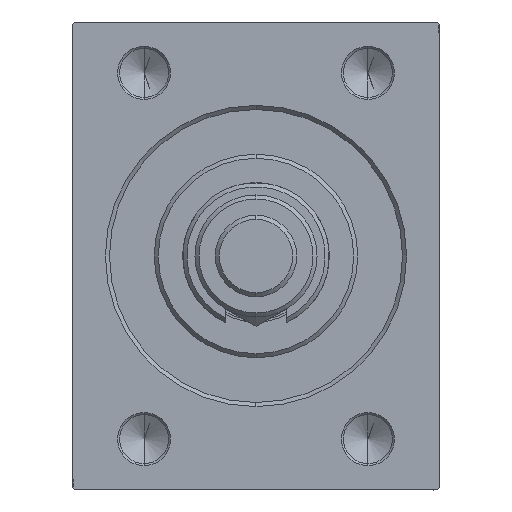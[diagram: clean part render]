
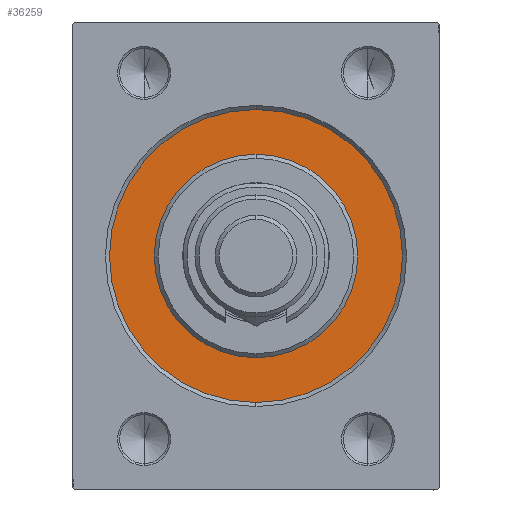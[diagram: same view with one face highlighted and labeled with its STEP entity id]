
A CAD part, left-side view. The second image highlights one B-rep face of the part: STEP entity #36259.
In plain terms, the highlighted face is planar.
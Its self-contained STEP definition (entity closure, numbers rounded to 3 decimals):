
#1663 = CARTESIAN_POINT ( 'NONE',  ( 0., 0., 0. ) ) ;
#2082 = EDGE_LOOP ( 'NONE', ( #15608, #7543 ) ) ;
#3162 = DIRECTION ( 'NONE',  ( 1., 0., 0. ) ) ;
#6744 = DIRECTION ( 'NONE',  ( 0., 0., -1. ) ) ;
#7248 = VERTEX_POINT ( 'NONE', #42251 ) ;
#7543 = ORIENTED_EDGE ( 'NONE', *, *, #18360, .F. ) ;
#9043 = DIRECTION ( 'NONE',  ( 1., 0., 0. ) ) ;
#10324 = DIRECTION ( 'NONE',  ( 0., 0., 1. ) ) ;
#11316 = VERTEX_POINT ( 'NONE', #32231 ) ;
#14407 = CIRCLE ( 'NONE', #25069, 36. ) ;
#15392 = DIRECTION ( 'NONE',  ( -1., 0., 0. ) ) ;
#15608 = ORIENTED_EDGE ( 'NONE', *, *, #47234, .F. ) ;
#15778 = CARTESIAN_POINT ( 'NONE',  ( 0., 0., -25. ) ) ;
#16684 = CARTESIAN_POINT ( 'NONE',  ( 0., 0., 0. ) ) ;
#17336 = EDGE_CURVE ( 'NONE', #11316, #36019, #14407, .T. ) ;
#17374 = CIRCLE ( 'NONE', #39536, 36. ) ;
#17912 = AXIS2_PLACEMENT_3D ( 'NONE', #16684, #9043, #27423 ) ;
#18360 = EDGE_CURVE ( 'NONE', #45496, #7248, #31862, .T. ) ;
#18498 = EDGE_LOOP ( 'NONE', ( #34113, #20197 ) ) ;
#18571 = AXIS2_PLACEMENT_3D ( 'NONE', #35668, #39041, #10324 ) ;
#18828 = EDGE_CURVE ( 'NONE', #36019, #11316, #17374, .T. ) ;
#19594 = DIRECTION ( 'NONE',  ( 0., 0., 1. ) ) ;
#20197 = ORIENTED_EDGE ( 'NONE', *, *, #18828, .F. ) ;
#24426 = FACE_OUTER_BOUND ( 'NONE', #18498, .T. ) ;
#25069 = AXIS2_PLACEMENT_3D ( 'NONE', #44344, #15392, #40029 ) ;
#25177 = CARTESIAN_POINT ( 'NONE',  ( 0., 0., 36. ) ) ;
#27423 = DIRECTION ( 'NONE',  ( 0., 0., -1. ) ) ;
#28705 = FACE_BOUND ( 'NONE', #2082, .T. ) ;
#31862 = CIRCLE ( 'NONE', #42588, 25. ) ;
#32231 = CARTESIAN_POINT ( 'NONE',  ( 0., 0., -36. ) ) ;
#34113 = ORIENTED_EDGE ( 'NONE', *, *, #17336, .F. ) ;
#35491 = CIRCLE ( 'NONE', #17912, 25. ) ;
#35668 = CARTESIAN_POINT ( 'NONE',  ( 0., 0., 0. ) ) ;
#36019 = VERTEX_POINT ( 'NONE', #25177 ) ;
#36259 = ADVANCED_FACE ( 'NONE', ( #28705, #24426 ), #39740, .F. ) ;
#37768 = DIRECTION ( 'NONE',  ( -1., 0., 0. ) ) ;
#39041 = DIRECTION ( 'NONE',  ( -1., 0., 0. ) ) ;
#39510 = CARTESIAN_POINT ( 'NONE',  ( 0., 0., 0. ) ) ;
#39536 = AXIS2_PLACEMENT_3D ( 'NONE', #1663, #37768, #19594 ) ;
#39740 = PLANE ( 'NONE',  #18571 ) ;
#40029 = DIRECTION ( 'NONE',  ( 0., 0., 1. ) ) ;
#42251 = CARTESIAN_POINT ( 'NONE',  ( 0., 0., 25. ) ) ;
#42588 = AXIS2_PLACEMENT_3D ( 'NONE', #39510, #3162, #6744 ) ;
#44344 = CARTESIAN_POINT ( 'NONE',  ( 0., 0., 0. ) ) ;
#45496 = VERTEX_POINT ( 'NONE', #15778 ) ;
#47234 = EDGE_CURVE ( 'NONE', #7248, #45496, #35491, .T. ) ;
